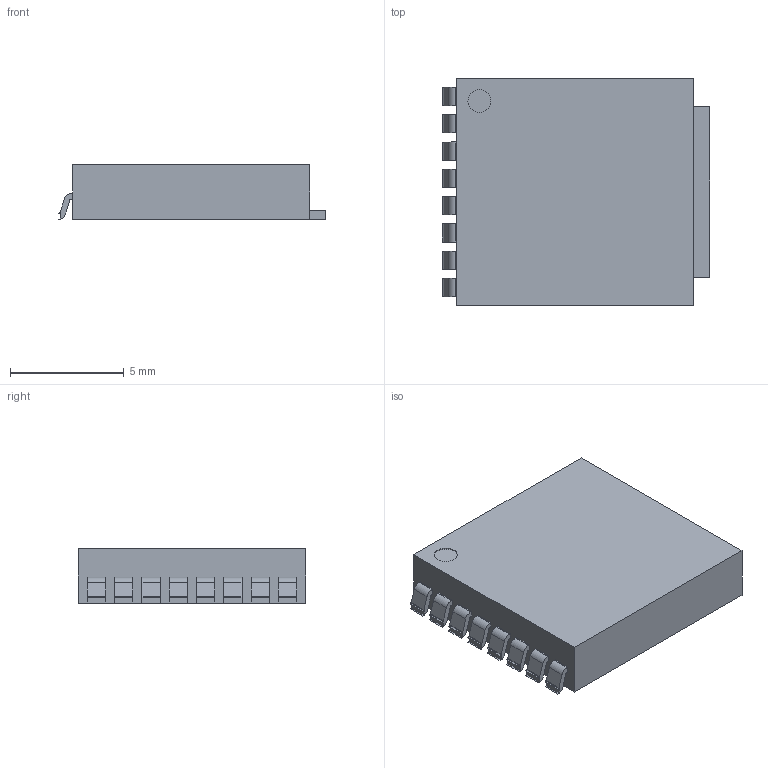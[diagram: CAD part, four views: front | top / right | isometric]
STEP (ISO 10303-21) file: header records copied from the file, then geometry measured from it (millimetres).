
FILE_DESCRIPTION (( 'STEP AP214' ), '1' );
FILE_NAME ( 'DPAK9P120_1168X240L185X80T675X750N.STEP', '2022-07-13T21:42:24', ( '' ), ( '' ), '', '©2017 PCB Libraries, Inc.', '' );
FILE_SCHEMA (( 'AUTOMOTIVE_DESIGN' ));
Length unit declared in the file: millimetre
Products named in the file (1): DPAK9P120_1168X240L185X80T675X750N
Bounding box: 11.76 x 10 x 2.4 mm (x, y, z)
Volume: 254.2 mm3; surface area: 448.3 mm2
Topology: 10 solids, 10 shells, 147 faces, 362 edges, 236 vertices
Faces by surface type: plane 113, cylinder 34
Entity records: 4416 total; most frequent: CARTESIAN_POINT 682, DIRECTION 662, ORIENTED_EDGE 660, EDGE_CURVE 330, VECTOR 262, LINE 262, VERTEX_POINT 220, AXIS2_PLACEMENT_3D 200
